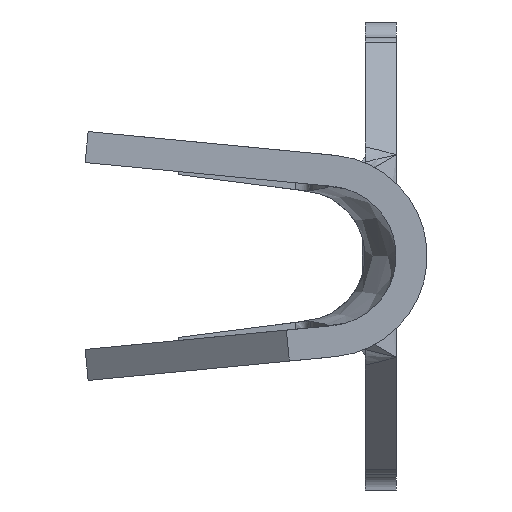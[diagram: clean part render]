
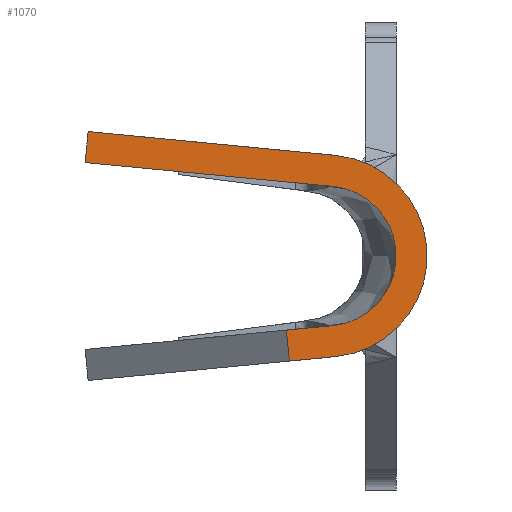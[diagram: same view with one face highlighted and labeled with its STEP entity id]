
A CAD part, left-side view. The second image highlights one B-rep face of the part: STEP entity #1070.
In plain terms, the highlighted planar face has unit normal (-1, 0, 0).
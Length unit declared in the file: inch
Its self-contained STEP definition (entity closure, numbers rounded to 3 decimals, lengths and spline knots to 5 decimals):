
#20 = ORIENTED_EDGE ( 'NONE', *, *, #2851, .T. ) ;
#270 = DIRECTION ( 'NONE',  ( 0., -0.995, 0.096 ) ) ;
#322 = ORIENTED_EDGE ( 'NONE', *, *, #1398, .T. ) ;
#455 = ORIENTED_EDGE ( 'NONE', *, *, #6180, .T. ) ;
#593 = CARTESIAN_POINT ( 'NONE',  ( -0.505, 0.045, 0. ) ) ;
#746 = CARTESIAN_POINT ( 'NONE',  ( -0.505, 0.19809, 0.08 ) ) ;
#760 = LINE ( 'NONE', #3955, #1608 ) ;
#973 = CARTESIAN_POINT ( 'NONE',  ( -0.505, 0.0407, 0.04479 ) ) ;
#1070 = ADVANCED_FACE ( 'NONE', ( #2394 ), #5707, .T. ) ;
#1098 = DIRECTION ( 'NONE',  ( 0., 0., 1. ) ) ;
#1300 = VERTEX_POINT ( 'NONE', #6413 ) ;
#1301 = DIRECTION ( 'NONE',  ( 0., 0.995, 0.096 ) ) ;
#1398 = EDGE_CURVE ( 'NONE', #2446, #1617, #5966, .T. ) ;
#1514 = EDGE_CURVE ( 'NONE', #5591, #2345, #5645, .T. ) ;
#1596 = VECTOR ( 'NONE', #4686, 39.37008 ) ;
#1608 = VECTOR ( 'NONE', #2963, 39.37008 ) ;
#1617 = VERTEX_POINT ( 'NONE', #3293 ) ;
#1709 = CARTESIAN_POINT ( 'NONE',  ( -0.505, 0.0407, -0.04479 ) ) ;
#1777 = DIRECTION ( 'NONE',  ( 0., 0.096, -0.995 ) ) ;
#1845 = EDGE_LOOP ( 'NONE', ( #5429, #20, #322, #455, #2583, #4751, #5920, #2483 ) ) ;
#1853 = EDGE_CURVE ( 'NONE', #3557, #1300, #760, .T. ) ;
#1977 = CIRCLE ( 'NONE', #3691, 0.045 ) ;
#2063 = CARTESIAN_POINT ( 'NONE',  ( -0.505, 0.0706, -0.04766 ) ) ;
#2345 = VERTEX_POINT ( 'NONE', #5348 ) ;
#2394 = FACE_OUTER_BOUND ( 'NONE', #1845, .T. ) ;
#2446 = VERTEX_POINT ( 'NONE', #4427 ) ;
#2483 = ORIENTED_EDGE ( 'NONE', *, *, #3187, .T. ) ;
#2550 = VERTEX_POINT ( 'NONE', #2618 ) ;
#2577 = AXIS2_PLACEMENT_3D ( 'NONE', #4204, #2733, #6219 ) ;
#2583 = ORIENTED_EDGE ( 'NONE', *, *, #1514, .T. ) ;
#2618 = CARTESIAN_POINT ( 'NONE',  ( -0.505, 0.0407, -0.04479 ) ) ;
#2733 = DIRECTION ( 'NONE',  ( -1., 0., 0. ) ) ;
#2851 = EDGE_CURVE ( 'NONE', #1300, #2446, #4312, .T. ) ;
#2963 = DIRECTION ( 'NONE',  ( 0., -0.096, -0.995 ) ) ;
#3005 = CARTESIAN_POINT ( 'NONE',  ( -0.505, 0.045, 0. ) ) ;
#3061 = VECTOR ( 'NONE', #3954, 39.37008 ) ;
#3088 = LINE ( 'NONE', #1709, #1596 ) ;
#3180 = VECTOR ( 'NONE', #1777, 39.37008 ) ;
#3187 = EDGE_CURVE ( 'NONE', #2550, #3557, #3088, .T. ) ;
#3293 = CARTESIAN_POINT ( 'NONE',  ( -0.505, 0.03879, 0.0647 ) ) ;
#3504 = DIRECTION ( 'NONE',  ( 0., 0., 1. ) ) ;
#3557 = VERTEX_POINT ( 'NONE', #2063 ) ;
#3691 = AXIS2_PLACEMENT_3D ( 'NONE', #593, #4072, #1098 ) ;
#3775 = CARTESIAN_POINT ( 'NONE',  ( -0.505, 0.03879, 0.0647 ) ) ;
#3778 = CARTESIAN_POINT ( 'NONE',  ( -0.505, 0.03879, -0.0647 ) ) ;
#3954 = DIRECTION ( 'NONE',  ( 0., -0.995, -0.096 ) ) ;
#3955 = CARTESIAN_POINT ( 'NONE',  ( -0.505, 0.0706, -0.04766 ) ) ;
#4072 = DIRECTION ( 'NONE',  ( 1., 0., 0. ) ) ;
#4074 = CARTESIAN_POINT ( 'NONE',  ( -0.505, 0.19809, 0.08 ) ) ;
#4126 = LINE ( 'NONE', #3775, #5443 ) ;
#4165 = EDGE_CURVE ( 'NONE', #6309, #2550, #1977, .T. ) ;
#4204 = CARTESIAN_POINT ( 'NONE',  ( -0.505, 0.045, 0. ) ) ;
#4312 = LINE ( 'NONE', #3778, #5634 ) ;
#4360 = LINE ( 'NONE', #973, #3061 ) ;
#4427 = CARTESIAN_POINT ( 'NONE',  ( -0.505, 0.03879, -0.0647 ) ) ;
#4686 = DIRECTION ( 'NONE',  ( 0., 0.995, -0.096 ) ) ;
#4751 = ORIENTED_EDGE ( 'NONE', *, *, #5848, .T. ) ;
#5348 = CARTESIAN_POINT ( 'NONE',  ( -0.505, 0.2, 0.06009 ) ) ;
#5429 = ORIENTED_EDGE ( 'NONE', *, *, #1853, .T. ) ;
#5443 = VECTOR ( 'NONE', #1301, 39.37008 ) ;
#5591 = VERTEX_POINT ( 'NONE', #746 ) ;
#5634 = VECTOR ( 'NONE', #270, 39.37008 ) ;
#5645 = LINE ( 'NONE', #4074, #3180 ) ;
#5707 = PLANE ( 'NONE',  #2577 ) ;
#5848 = EDGE_CURVE ( 'NONE', #2345, #6309, #4360, .T. ) ;
#5864 = CARTESIAN_POINT ( 'NONE',  ( -0.505, 0.0407, 0.04479 ) ) ;
#5920 = ORIENTED_EDGE ( 'NONE', *, *, #4165, .T. ) ;
#5966 = CIRCLE ( 'NONE', #6247, 0.065 ) ;
#6180 = EDGE_CURVE ( 'NONE', #1617, #5591, #4126, .T. ) ;
#6219 = DIRECTION ( 'NONE',  ( 0., 0., 1. ) ) ;
#6247 = AXIS2_PLACEMENT_3D ( 'NONE', #3005, #6479, #3504 ) ;
#6309 = VERTEX_POINT ( 'NONE', #5864 ) ;
#6413 = CARTESIAN_POINT ( 'NONE',  ( -0.505, 0.06868, -0.06757 ) ) ;
#6479 = DIRECTION ( 'NONE',  ( -1., 0., 0. ) ) ;
